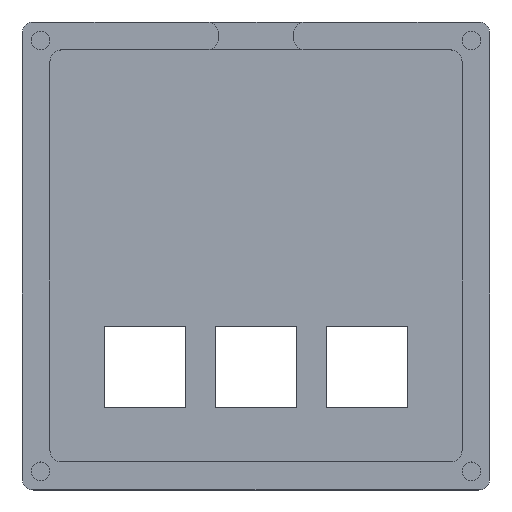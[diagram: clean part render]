
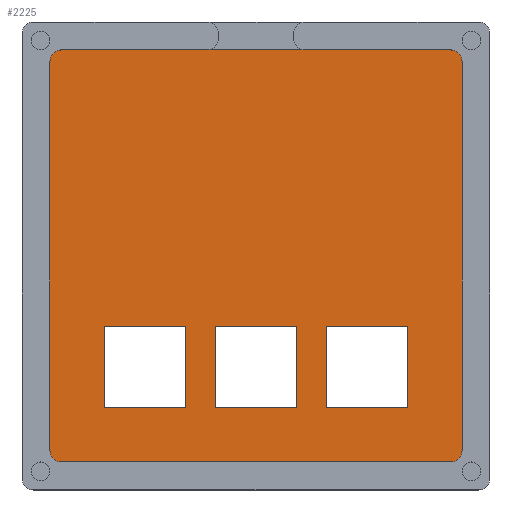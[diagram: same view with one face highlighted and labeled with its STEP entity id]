
A CAD part, top view. The second image highlights one B-rep face of the part: STEP entity #2225.
In plain terms, the highlighted planar face has unit normal (0, 0, 1).
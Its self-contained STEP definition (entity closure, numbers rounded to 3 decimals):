
#1602 = VERTEX_POINT('',#1603);
#1603 = CARTESIAN_POINT('',(38.25,40.25,-11.1));
#1621 = VERTEX_POINT('',#1622);
#1622 = CARTESIAN_POINT('',(40.25,38.25,-11.1));
#1628 = EDGE_CURVE('',#1602,#1621,#1629,.T.);
#1629 = CIRCLE('',#1630,2.);
#1630 = AXIS2_PLACEMENT_3D('',#1631,#1632,#1633);
#1631 = CARTESIAN_POINT('',(38.25,38.25,-11.1));
#1632 = DIRECTION('',(0.,0.,-1.));
#1633 = DIRECTION('',(-1.,0.,0.));
#1644 = VERTEX_POINT('',#1645);
#1645 = CARTESIAN_POINT('',(40.25,-38.25,-11.1));
#1660 = EDGE_CURVE('',#1644,#1621,#1661,.T.);
#1661 = LINE('',#1662,#1663);
#1662 = CARTESIAN_POINT('',(40.25,-38.25,-11.1));
#1663 = VECTOR('',#1664,1.);
#1664 = DIRECTION('',(0.,1.,0.));
#1685 = VERTEX_POINT('',#1686);
#1686 = CARTESIAN_POINT('',(38.25,-40.25,-11.1));
#1692 = EDGE_CURVE('',#1644,#1685,#1693,.T.);
#1693 = CIRCLE('',#1694,2.);
#1694 = AXIS2_PLACEMENT_3D('',#1695,#1696,#1697);
#1695 = CARTESIAN_POINT('',(38.25,-38.25,-11.1));
#1696 = DIRECTION('',(0.,0.,-1.));
#1697 = DIRECTION('',(-1.,0.,0.));
#1708 = VERTEX_POINT('',#1709);
#1709 = CARTESIAN_POINT('',(-38.25,-40.25,-11.1));
#1724 = EDGE_CURVE('',#1708,#1685,#1725,.T.);
#1725 = LINE('',#1726,#1727);
#1726 = CARTESIAN_POINT('',(-38.25,-40.25,-11.1));
#1727 = VECTOR('',#1728,1.);
#1728 = DIRECTION('',(1.,0.,0.));
#1749 = VERTEX_POINT('',#1750);
#1750 = CARTESIAN_POINT('',(-40.25,-38.25,-11.1));
#1756 = EDGE_CURVE('',#1708,#1749,#1757,.T.);
#1757 = CIRCLE('',#1758,2.);
#1758 = AXIS2_PLACEMENT_3D('',#1759,#1760,#1761);
#1759 = CARTESIAN_POINT('',(-38.25,-38.25,-11.1));
#1760 = DIRECTION('',(0.,0.,-1.));
#1761 = DIRECTION('',(-1.,0.,0.));
#1772 = VERTEX_POINT('',#1773);
#1773 = CARTESIAN_POINT('',(-40.25,38.25,-11.1));
#1788 = EDGE_CURVE('',#1772,#1749,#1789,.T.);
#1789 = LINE('',#1790,#1791);
#1790 = CARTESIAN_POINT('',(-40.25,38.25,-11.1));
#1791 = VECTOR('',#1792,1.);
#1792 = DIRECTION('',(0.,-1.,-0.));
#1813 = VERTEX_POINT('',#1814);
#1814 = CARTESIAN_POINT('',(-38.25,40.25,-11.1));
#1820 = EDGE_CURVE('',#1772,#1813,#1821,.T.);
#1821 = CIRCLE('',#1822,2.);
#1822 = AXIS2_PLACEMENT_3D('',#1823,#1824,#1825);
#1823 = CARTESIAN_POINT('',(-38.25,38.25,-11.1));
#1824 = DIRECTION('',(0.,0.,-1.));
#1825 = DIRECTION('',(-1.,0.,0.));
#1843 = EDGE_CURVE('',#1602,#1813,#1844,.T.);
#1844 = LINE('',#1845,#1846);
#1845 = CARTESIAN_POINT('',(38.25,40.25,-11.1));
#1846 = VECTOR('',#1847,1.);
#1847 = DIRECTION('',(-1.,0.,0.));
#1858 = VERTEX_POINT('',#1859);
#1859 = CARTESIAN_POINT('',(7.,-12.05,-11.1));
#1876 = VERTEX_POINT('',#1877);
#1877 = CARTESIAN_POINT('',(7.,-26.05,-11.1));
#1883 = EDGE_CURVE('',#1858,#1876,#1884,.T.);
#1884 = LINE('',#1885,#1886);
#1885 = CARTESIAN_POINT('',(7.,-12.05,-11.1));
#1886 = VECTOR('',#1887,1.);
#1887 = DIRECTION('',(0.,-1.,-0.));
#1907 = VERTEX_POINT('',#1908);
#1908 = CARTESIAN_POINT('',(-7.,-26.05,-11.1));
#1914 = EDGE_CURVE('',#1876,#1907,#1915,.T.);
#1915 = LINE('',#1916,#1917);
#1916 = CARTESIAN_POINT('',(7.,-26.05,-11.1));
#1917 = VECTOR('',#1918,1.);
#1918 = DIRECTION('',(-1.,0.,0.));
#1938 = VERTEX_POINT('',#1939);
#1939 = CARTESIAN_POINT('',(-7.,-12.05,-11.1));
#1945 = EDGE_CURVE('',#1907,#1938,#1946,.T.);
#1946 = LINE('',#1947,#1948);
#1947 = CARTESIAN_POINT('',(-7.,-26.05,-11.1));
#1948 = VECTOR('',#1949,1.);
#1949 = DIRECTION('',(0.,1.,0.));
#1967 = EDGE_CURVE('',#1938,#1858,#1968,.T.);
#1968 = LINE('',#1969,#1970);
#1969 = CARTESIAN_POINT('',(-7.,-12.05,-11.1));
#1970 = VECTOR('',#1971,1.);
#1971 = DIRECTION('',(1.,0.,0.));
#1982 = VERTEX_POINT('',#1983);
#1983 = CARTESIAN_POINT('',(26.05,-12.05,-11.1));
#2000 = VERTEX_POINT('',#2001);
#2001 = CARTESIAN_POINT('',(26.05,-26.05,-11.1));
#2007 = EDGE_CURVE('',#1982,#2000,#2008,.T.);
#2008 = LINE('',#2009,#2010);
#2009 = CARTESIAN_POINT('',(26.05,-12.05,-11.1));
#2010 = VECTOR('',#2011,1.);
#2011 = DIRECTION('',(0.,-1.,-0.));
#2031 = VERTEX_POINT('',#2032);
#2032 = CARTESIAN_POINT('',(12.05,-26.05,-11.1));
#2038 = EDGE_CURVE('',#2000,#2031,#2039,.T.);
#2039 = LINE('',#2040,#2041);
#2040 = CARTESIAN_POINT('',(26.05,-26.05,-11.1));
#2041 = VECTOR('',#2042,1.);
#2042 = DIRECTION('',(-1.,0.,0.));
#2062 = VERTEX_POINT('',#2063);
#2063 = CARTESIAN_POINT('',(12.05,-12.05,-11.1));
#2069 = EDGE_CURVE('',#2031,#2062,#2070,.T.);
#2070 = LINE('',#2071,#2072);
#2071 = CARTESIAN_POINT('',(12.05,-26.05,-11.1));
#2072 = VECTOR('',#2073,1.);
#2073 = DIRECTION('',(0.,1.,0.));
#2091 = EDGE_CURVE('',#2062,#1982,#2092,.T.);
#2092 = LINE('',#2093,#2094);
#2093 = CARTESIAN_POINT('',(12.05,-12.05,-11.1));
#2094 = VECTOR('',#2095,1.);
#2095 = DIRECTION('',(1.,0.,0.));
#2106 = VERTEX_POINT('',#2107);
#2107 = CARTESIAN_POINT('',(-12.05,-12.05,-11.1));
#2124 = VERTEX_POINT('',#2125);
#2125 = CARTESIAN_POINT('',(-12.05,-26.05,-11.1));
#2131 = EDGE_CURVE('',#2106,#2124,#2132,.T.);
#2132 = LINE('',#2133,#2134);
#2133 = CARTESIAN_POINT('',(-12.05,-12.05,-11.1));
#2134 = VECTOR('',#2135,1.);
#2135 = DIRECTION('',(0.,-1.,-0.));
#2155 = VERTEX_POINT('',#2156);
#2156 = CARTESIAN_POINT('',(-26.05,-26.05,-11.1));
#2162 = EDGE_CURVE('',#2124,#2155,#2163,.T.);
#2163 = LINE('',#2164,#2165);
#2164 = CARTESIAN_POINT('',(-12.05,-26.05,-11.1));
#2165 = VECTOR('',#2166,1.);
#2166 = DIRECTION('',(-1.,0.,0.));
#2186 = VERTEX_POINT('',#2187);
#2187 = CARTESIAN_POINT('',(-26.05,-12.05,-11.1));
#2193 = EDGE_CURVE('',#2155,#2186,#2194,.T.);
#2194 = LINE('',#2195,#2196);
#2195 = CARTESIAN_POINT('',(-26.05,-26.05,-11.1));
#2196 = VECTOR('',#2197,1.);
#2197 = DIRECTION('',(0.,1.,0.));
#2215 = EDGE_CURVE('',#2186,#2106,#2216,.T.);
#2216 = LINE('',#2217,#2218);
#2217 = CARTESIAN_POINT('',(-26.05,-12.05,-11.1));
#2218 = VECTOR('',#2219,1.);
#2219 = DIRECTION('',(1.,0.,0.));
#2225 = ADVANCED_FACE('',(#2226,#2236,#2242,#2248),#2254,.F.);
#2226 = FACE_BOUND('',#2227,.F.);
#2227 = EDGE_LOOP('',(#2228,#2229,#2230,#2231,#2232,#2233,#2234,#2235));
#2228 = ORIENTED_EDGE('',*,*,#1628,.T.);
#2229 = ORIENTED_EDGE('',*,*,#1660,.F.);
#2230 = ORIENTED_EDGE('',*,*,#1692,.T.);
#2231 = ORIENTED_EDGE('',*,*,#1724,.F.);
#2232 = ORIENTED_EDGE('',*,*,#1756,.T.);
#2233 = ORIENTED_EDGE('',*,*,#1788,.F.);
#2234 = ORIENTED_EDGE('',*,*,#1820,.T.);
#2235 = ORIENTED_EDGE('',*,*,#1843,.F.);
#2236 = FACE_BOUND('',#2237,.T.);
#2237 = EDGE_LOOP('',(#2238,#2239,#2240,#2241));
#2238 = ORIENTED_EDGE('',*,*,#1883,.T.);
#2239 = ORIENTED_EDGE('',*,*,#1914,.T.);
#2240 = ORIENTED_EDGE('',*,*,#1945,.T.);
#2241 = ORIENTED_EDGE('',*,*,#1967,.T.);
#2242 = FACE_BOUND('',#2243,.T.);
#2243 = EDGE_LOOP('',(#2244,#2245,#2246,#2247));
#2244 = ORIENTED_EDGE('',*,*,#2007,.T.);
#2245 = ORIENTED_EDGE('',*,*,#2038,.T.);
#2246 = ORIENTED_EDGE('',*,*,#2069,.T.);
#2247 = ORIENTED_EDGE('',*,*,#2091,.T.);
#2248 = FACE_BOUND('',#2249,.T.);
#2249 = EDGE_LOOP('',(#2250,#2251,#2252,#2253));
#2250 = ORIENTED_EDGE('',*,*,#2131,.T.);
#2251 = ORIENTED_EDGE('',*,*,#2162,.T.);
#2252 = ORIENTED_EDGE('',*,*,#2193,.T.);
#2253 = ORIENTED_EDGE('',*,*,#2215,.T.);
#2254 = PLANE('',#2255);
#2255 = AXIS2_PLACEMENT_3D('',#2256,#2257,#2258);
#2256 = CARTESIAN_POINT('',(0.,-6.579,-11.1));
#2257 = DIRECTION('',(0.,0.,-1.));
#2258 = DIRECTION('',(0.,1.,0.));
